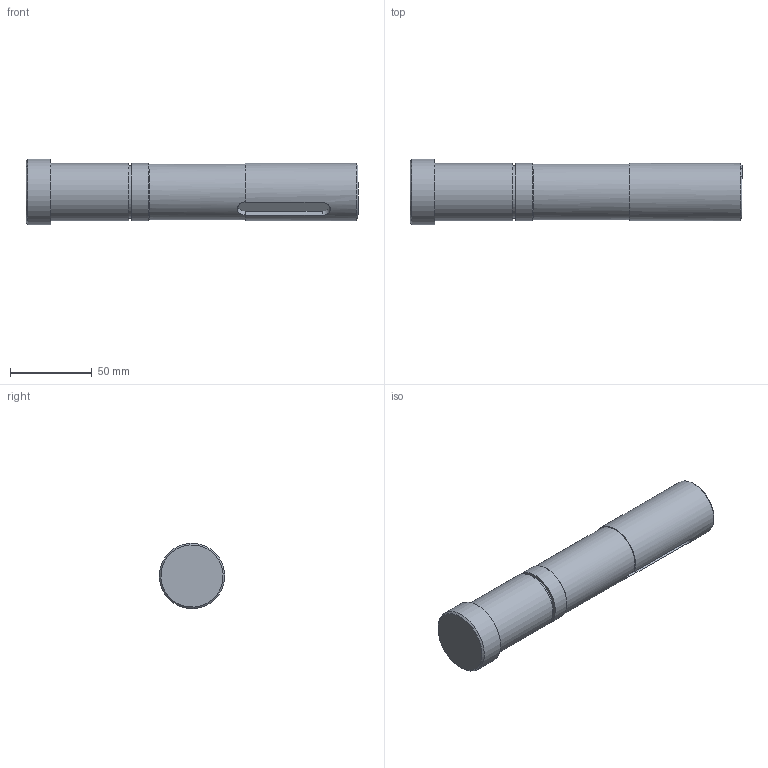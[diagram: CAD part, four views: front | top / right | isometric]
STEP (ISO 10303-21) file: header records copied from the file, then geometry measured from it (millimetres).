
FILE_DESCRIPTION(/* description */ (''),/* implementation_level */ '2;1');
FILE_NAME(/* name */ 'New Output shaft.step',/* time_stamp */ '2024-07-02T09:58:32+02:00',/* author */ (''),/* organization */ (''),/* preprocessor_version */ 'ST-DEVELOPER v20',/* originating_system */ 'Autodesk Translation Framework v13.14.0.145',/* authorisation */ '');
FILE_SCHEMA (('AUTOMOTIVE_DESIGN { 1 0 10303 214 3 1 1 }'));
Length unit declared in the file: millimetre
Products named in the file (1): New Output shaft
Bounding box: 203 x 39.91 x 39.91 mm (x, y, z)
Volume: 193501.5 mm3; surface area: 25642.4 mm2
Topology: 1 solids, 1 shells, 20 faces, 42 edges, 27 vertices
Faces by surface type: plane 9, cylinder 8, cone 3
Full cylindrical faces by diameter (mm): 32 x1, 34 x1, 35 x3, 40 x1
Entity records: 609 total; most frequent: CARTESIAN_POINT 132, DIRECTION 99, ORIENTED_EDGE 84, EDGE_CURVE 42, AXIS2_PLACEMENT_3D 39, VERTEX_POINT 27, EDGE_LOOP 23, LINE 21
